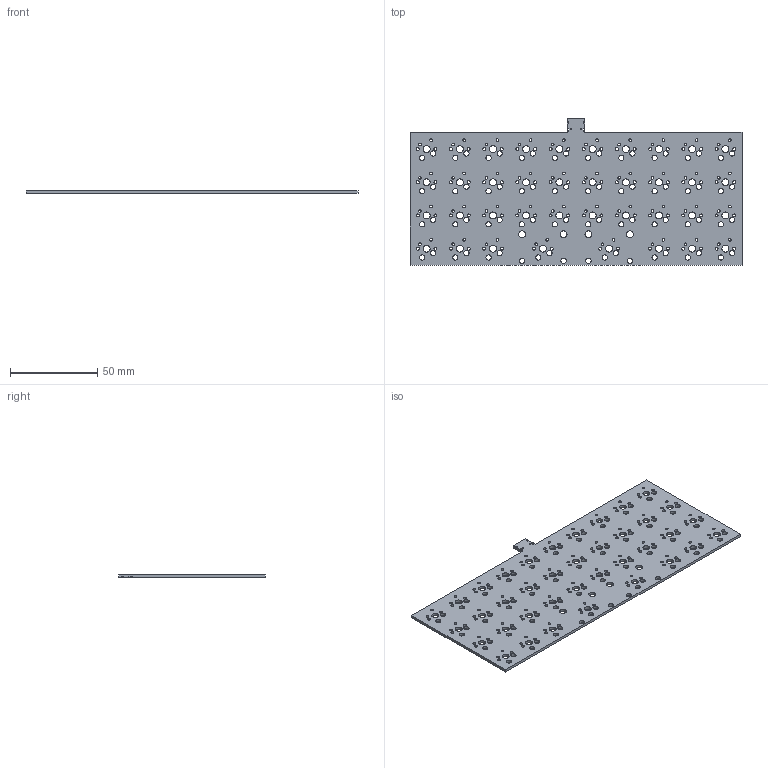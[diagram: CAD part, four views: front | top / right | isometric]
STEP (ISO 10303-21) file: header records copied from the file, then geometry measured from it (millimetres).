
FILE_DESCRIPTION(('KiCad electronic assembly'),'2;1');
FILE_NAME('ortho-qaz.step','2021-09-08T13:14:34',('An Author'),( 'A Company'),'Open CASCADE STEP processor 7.5', 'KiCad to STEP converter','Unknown');
FILE_SCHEMA(('AUTOMOTIVE_DESIGN { 1 0 10303 214 1 1 1 1 }'));
Length unit declared in the file: millimetre
Products named in the file (2): Open CASCADE STEP translator 7.5 1; COMPOUND
Assembly tree (1 placements, depth 2):
  Open CASCADE STEP translator 7.5 1
    COMPOUND
Bounding box: 190.49 x 84.04 x 1.6 mm (x, y, z)
Volume: 21104.7 mm3; surface area: 30560.7 mm2
Topology: 1 solids, 1 shells, 302 faces, 900 edges, 600 vertices
Faces by surface type: cylinder 284, plane 18
Full cylindrical faces by diameter (mm): 0.65 x2, 1.499 x76, 1.702 x76, 3 x76, 3.048 x4, 3.988 x42
Entity records: 25063 total; most frequent: CARTESIAN_POINT 7012, DIRECTION 3308, ORIENTED_EDGE 1800, PCURVE 1800, DEFINITIONAL_REPRESENTATION 1800, LINE 1564, VECTOR 1564, EDGE_CURVE 900
